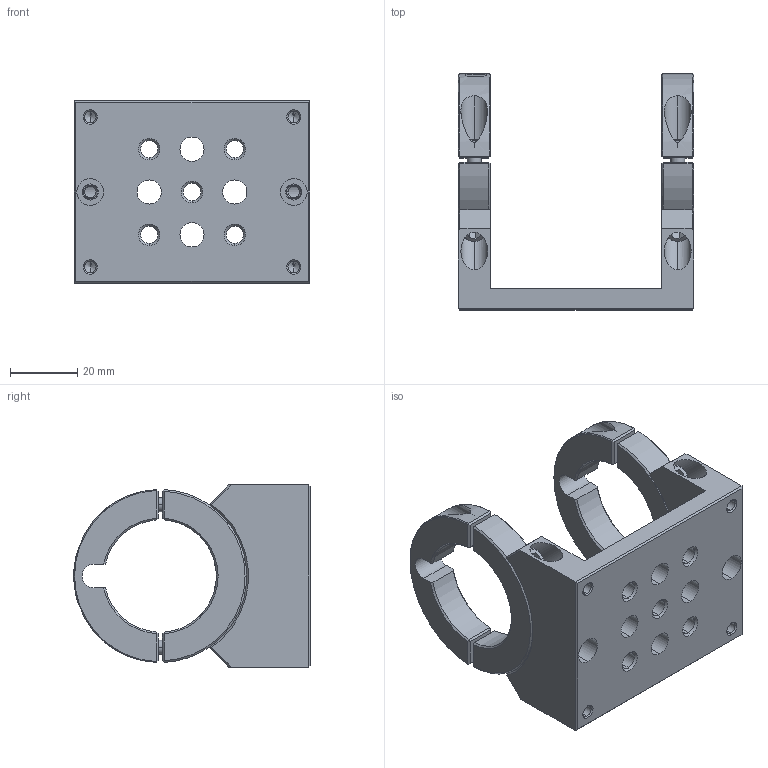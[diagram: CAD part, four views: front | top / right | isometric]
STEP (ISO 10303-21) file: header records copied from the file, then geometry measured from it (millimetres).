
FILE_DESCRIPTION (( 'STEP AP203' ), '1' );
FILE_NAME ('63442.step', '2010-06-16T17:10:20', ( ' ' ), ( ' ' ), 'SwSTEP 2.0', 'SolidWorks 2009', '' );
FILE_SCHEMA (( 'CONFIG_CONTROL_DESIGN' ));
Length unit declared in the file: millimetre
Products named in the file (1): 63442
Bounding box: 69.85 x 70.09 x 53.98 mm (x, y, z)
Volume: 54893.7 mm3; surface area: 27359 mm2
Topology: 1 solids, 9 shells, 489 faces, 1112 edges, 678 vertices
Faces by surface type: plane 216, cylinder 149, cone 100, bspline 24
Entity records: 15809 total; most frequent: CARTESIAN_POINT 4974, ORIENTED_EDGE 2192, DIRECTION 2176, EDGE_CURVE 1096, AXIS2_PLACEMENT_3D 798, VERTEX_POINT 678, VECTOR 580, LINE 580
